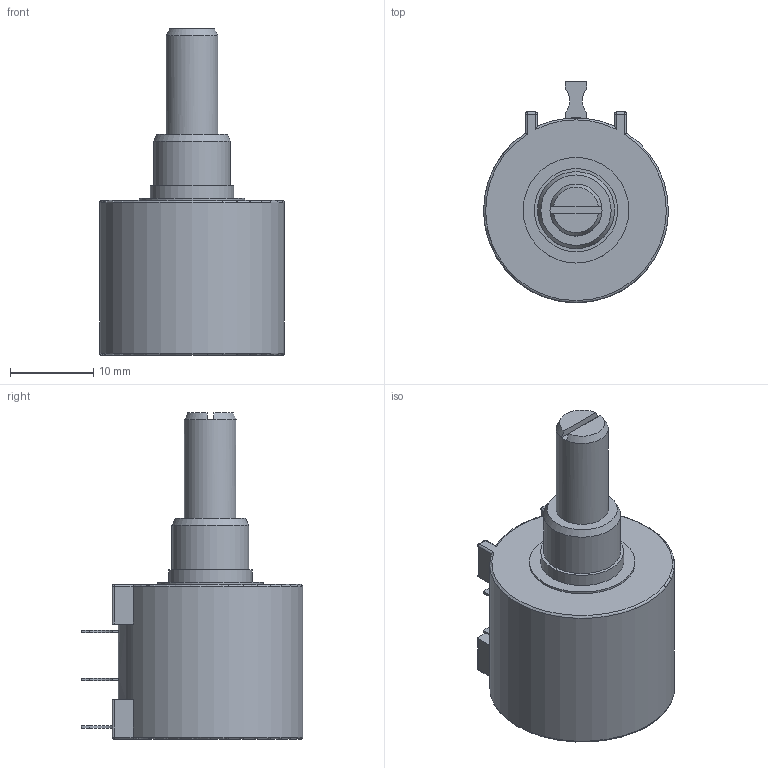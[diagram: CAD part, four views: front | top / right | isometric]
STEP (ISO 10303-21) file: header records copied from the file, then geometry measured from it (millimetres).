
FILE_DESCRIPTION(/* description */ ('STEP AP242','CAx-IF Rec.Pracs.---Representation and Presentation of Product Manufacturing Information (PMI)---4.0---2014-10-13','CAx-IF Rec.Pracs.---3D Tessellated Geometry---0.4---2014-09-14','2;1'),/* implementation_level */ '2;1');
FILE_NAME(/* name */ '630cd8e3eb44033805b8ca44',/* time_stamp */ '2022-08-29T15:18:59+00:00',/* author */ (''),/* organization */ (''),/* preprocessor_version */ 'ST-DEVELOPER v18.102',/* originating_system */ ' ',/* authorisation */ ' ');
FILE_SCHEMA (('AP242_MANAGED_MODEL_BASED_3D_ENGINEERING_MIM_LF { 1 0 10303 442 1 1 4 }'));
Length unit declared in the file: metre
Products named in the file (6): Pin3; Pin2; Pin1; Body; Shaft; Threads
Bounding box: 22.21 x 26.64 x 39.22 mm (x, y, z)
Volume: 8216.9 mm3; surface area: 3369.2 mm2
Topology: 6 solids, 6 shells, 114 faces, 260 edges, 155 vertices
Faces by surface type: plane 64, cylinder 35, sphere 8, torus 4, cone 3
Full cylindrical faces by diameter (mm): 6.25 x2, 9.25 x1, 10 x1, 12.7 x1, 22.22 x1
Entity records: 3234 total; most frequent: CARTESIAN_POINT 558, DIRECTION 556, ORIENTED_EDGE 488, EDGE_CURVE 244, AXIS2_PLACEMENT_3D 204, VERTEX_POINT 154, LINE 148, VECTOR 148
